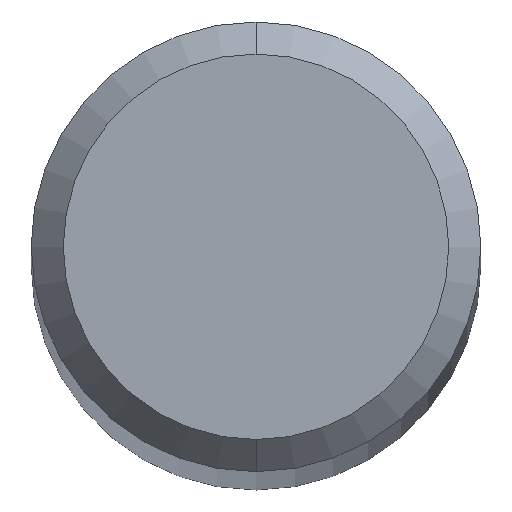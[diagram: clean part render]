
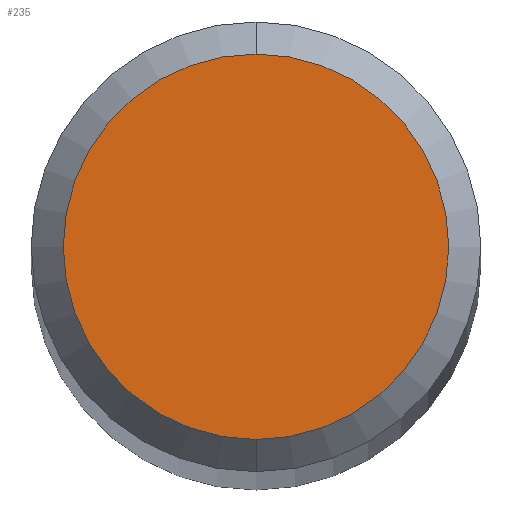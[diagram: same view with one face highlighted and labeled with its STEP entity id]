
A CAD part, top view. The second image highlights one B-rep face of the part: STEP entity #235.
In plain terms, the highlighted planar face has unit normal (0, 0, 1).
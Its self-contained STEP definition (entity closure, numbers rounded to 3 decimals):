
#161=VERTEX_POINT('',#380);
#171=EDGE_CURVE('',#261,#161,#392,.T.);
#179=EDGE_CURVE('',#161,#261,#402,.T.);
#235=ADVANCED_FACE('',(#463),#464,.T.);
#261=VERTEX_POINT('',#493);
#380=CARTESIAN_POINT('',(0.,-1.2,0.0));
#392=CIRCLE('',#640,1.2);
#402=CIRCLE('',#653,1.2);
#463=FACE_OUTER_BOUND('',#736,.T.);
#464=PLANE('',#737);
#493=CARTESIAN_POINT('',(0.0,1.2,0.0));
#640=AXIS2_PLACEMENT_3D('',#935,#936,#937);
#653=AXIS2_PLACEMENT_3D('',#955,#956,#957);
#736=EDGE_LOOP('',(#1024,#1025));
#737=AXIS2_PLACEMENT_3D('',#1026,#1027,#1028);
#935=CARTESIAN_POINT('',(0.0,0.0,0.0));
#936=DIRECTION('',(0.0,0.0,-1.0));
#937=DIRECTION('',(0.0,1.0,0.0));
#955=CARTESIAN_POINT('',(0.0,0.0,0.0));
#956=DIRECTION('',(0.0,0.0,-1.0));
#957=DIRECTION('',(0.0,1.0,0.0));
#1024=ORIENTED_EDGE('',*,*,#171,.F.);
#1025=ORIENTED_EDGE('',*,*,#179,.F.);
#1026=CARTESIAN_POINT('',(0.0,0.6,0.0));
#1027=DIRECTION('',(-0.0,0.0,1.0));
#1028=DIRECTION('',(0.0,-1.0,0.0));
